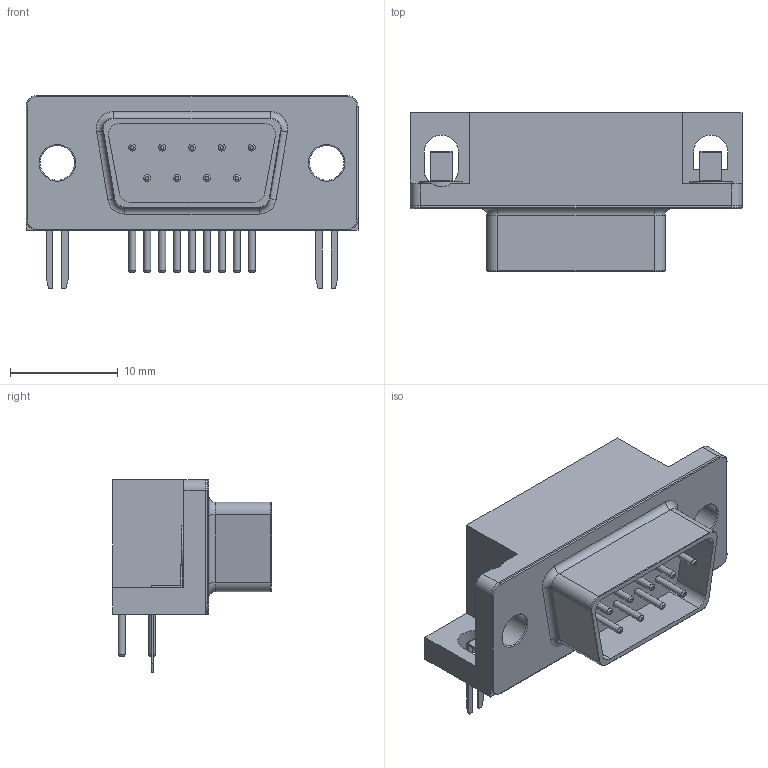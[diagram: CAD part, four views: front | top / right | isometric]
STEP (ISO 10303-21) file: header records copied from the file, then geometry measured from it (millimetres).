
FILE_DESCRIPTION(/* description */ ('model of DSUB-9_Pins_Horizontal_P2.77x2.84mm_EdgePinOffset4.94mm_Housed_MountingHolesOffset4.94mm'),/* implementation_level */ '2;1');
FILE_NAME(/* name */ 'DSUB-9_Pins_Horizontal_P2.77x2.84mm_EdgePinOffset4.94mm_Housed_MountingHolesOffset4.94mm.step',/* time_stamp */ '1970-01-01T00:00:00',/* author */ ('KiCAD','kicad'),/* organization */ ('OCCT'),/* preprocessor_version */ '',/* originating_system */ 'KiCAD',/* authorisation */ '');
FILE_SCHEMA(('AUTOMOTIVE_DESIGN { 1 0 10303 214 1 1 1 1 }'));
Length unit declared in the file: millimetre
Products named in the file (1): DSUB-9_Pins_Horizontal_P2.77x2.84mm_EdgePinOffset4.94mm_Housed_ MountingHolesOffset4.94mm
Bounding box: 30.8 x 14.7 x 17.9 mm (x, y, z)
Volume: 2983.4 mm3; surface area: 2386.8 mm2
Topology: 1 solids, 2 shells, 191 faces, 453 edges, 284 vertices
Faces by surface type: plane 92, cylinder 63, torus 28, cone 4, revolution 4
Full cylindrical faces by diameter (mm): 0.64 x27, 3.2 x2, 4 x2
Entity records: 4309 total; most frequent: CARTESIAN_POINT 884, ORIENTED_EDGE 700, EDGE_CURVE 453, AXIS2_PLACEMENT_3D 320, VERTEX_POINT 284, LINE 238, FACE_BOUND 237, EDGE_LOOP 237
